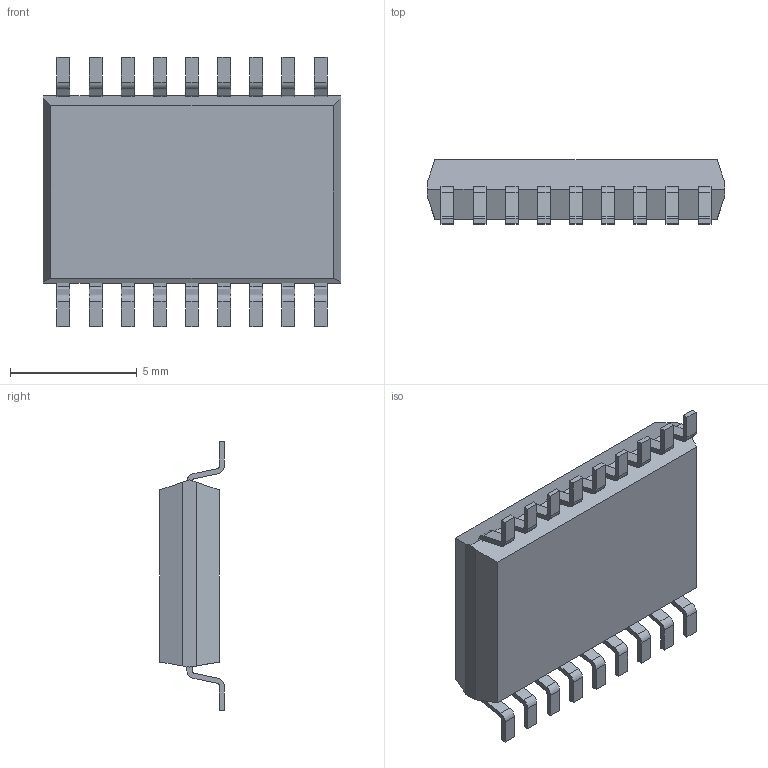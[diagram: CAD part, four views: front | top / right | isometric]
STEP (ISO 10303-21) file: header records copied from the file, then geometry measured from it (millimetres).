
FILE_DESCRIPTION( ( '' ), ' ' );
FILE_NAME( '58eca76c2098c00fc79dfa22.step', '2017-04-11T09:54:05', ( '' ), ( '' ), ' ', ' ', ' ' );
FILE_SCHEMA( ( 'AUTOMOTIVE_DESIGN { 1 0 10303 214 1 1 1 1 }' ) );
Length unit declared in the file: metre
Products named in the file (5): 1; 2; 3; 4; 5
Bounding box: 11.75 x 2.55 x 10.63 mm (x, y, z)
Volume: 197.2 mm3; surface area: 312.4 mm2
Topology: 5 solids, 5 shells, 238 faces, 681 edges, 454 vertices
Faces by surface type: plane 165, cylinder 73
Full cylindrical faces by diameter (mm): 0.5 x1
Entity records: 9706 total; most frequent: CARTESIAN_POINT 1377, ORIENTED_EDGE 1360, DIRECTION 1312, EDGE_CURVE 680, LINE 534, VECTOR 534, VERTEX_POINT 454, AXIS2_PLACEMENT_3D 389
